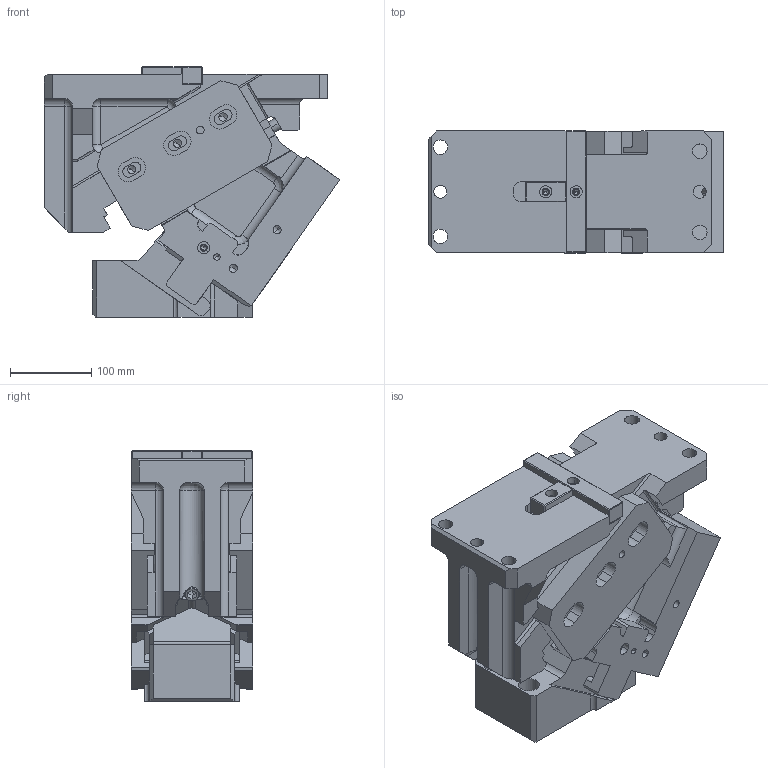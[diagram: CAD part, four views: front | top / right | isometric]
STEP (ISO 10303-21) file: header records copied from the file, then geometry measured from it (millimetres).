
FILE_DESCRIPTION(('CATIA V5 STEP','CAx-IF Rec.Pracs.--- Model Styling and Organization---1.4--- 2014-01-23'),'2;1');
FILE_NAME('KS_OT_0150_35__IND_13__23452__SCHIEBERADAPTER_PART__2019_10_04__SCHWER.stp','2021-01-28T09:39:47+00:00',('none'),('none'),'CATIA Version 5-6 Release 2018 SP3 HF13','CATIA V5 STEP AP203 WITH EXTENSIONS','none');
FILE_SCHEMA(('CONFIG_CONTROL_DESIGN','SHAPE_APPEARANCE_LAYER_MIM'));
Length unit declared in the file: millimetre
Products named in the file (1): KS_OT_0150_35__IND_13__23452__SCHIEBERADAPTER_PART__2019_10_04__SCHWER
Bounding box: 364.66 x 150 x 309 mm (x, y, z)
Volume: 9210915.9 mm3; surface area: 787368.6 mm2
Topology: 4 solids, 5 shells, 968 faces, 2574 edges, 1609 vertices
Faces by surface type: plane 438, cylinder 388, cone 76, torus 48, revolution 9, sphere 9
Entity records: 28691 total; most frequent: CARTESIAN_POINT 6733, ORIENTED_EDGE 4988, DIRECTION 3572, EDGE_CURVE 2494, VERTEX_POINT 1605, VECTOR 1457, LINE 1457, AXIS2_PLACEMENT_3D 1446
